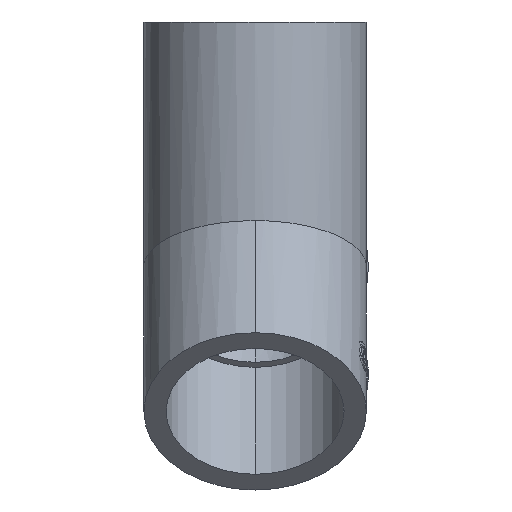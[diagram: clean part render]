
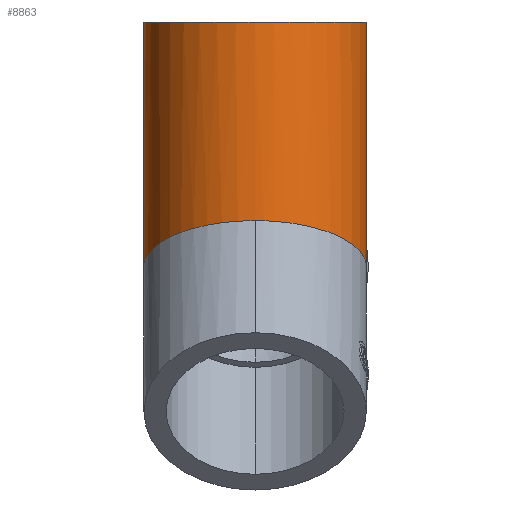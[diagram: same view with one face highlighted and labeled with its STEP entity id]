
A CAD part, front view. The second image highlights one B-rep face of the part: STEP entity #8863.
In plain terms, the highlighted cylindrical face has radius 12.5 mm (diameter 25 mm), a partial arc.
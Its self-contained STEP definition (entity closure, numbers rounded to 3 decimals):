
#110 = EDGE_CURVE ( 'NONE', #5643, #662, #7709, .T. ) ;
#213 = EDGE_LOOP ( 'NONE', ( #10862, #6445, #9125, #810, #8929 ) ) ;
#309 = CARTESIAN_POINT ( 'NONE',  ( 12.5, 0., 0. ) ) ;
#441 = CARTESIAN_POINT ( 'NONE',  ( 12.5, -7.322, 3.033 ) ) ;
#662 = VERTEX_POINT ( 'NONE', #8923 ) ;
#810 = ORIENTED_EDGE ( 'NONE', *, *, #965, .F. ) ;
#965 = EDGE_CURVE ( 'NONE', #5976, #3946, #7823, .T. ) ;
#1321 = CARTESIAN_POINT ( 'NONE',  ( -12.5, 0., 0. ) ) ;
#1324 = CARTESIAN_POINT ( 'NONE',  ( 12.5, 0., 27.5 ) ) ;
#1447 = CARTESIAN_POINT ( 'NONE',  ( 0., -12.5, 5.178 ) ) ;
#1484 = AXIS2_PLACEMENT_3D ( 'NONE', #5002, #9296, #10081 ) ;
#1499 = DIRECTION ( 'NONE',  ( 0., 0., -1. ) ) ;
#1555 = VECTOR ( 'NONE', #4727, 1000. ) ;
#1731 = DIRECTION ( 'NONE',  ( 0., 0., -1. ) ) ;
#2114 = LINE ( 'NONE', #2283, #5404 ) ;
#2283 = CARTESIAN_POINT ( 'NONE',  ( -12.5, 0., 27.5 ) ) ;
#2570 = FACE_OUTER_BOUND ( 'NONE', #213, .T. ) ;
#3946 = VERTEX_POINT ( 'NONE', #4510 ) ;
#4082 = EDGE_CURVE ( 'NONE', #662, #10745, #8969, .T. ) ;
#4441 = AXIS2_PLACEMENT_3D ( 'NONE', #9258, #1731, #6854 ) ;
#4510 = CARTESIAN_POINT ( 'NONE',  ( -12.5, 0., 0. ) ) ;
#4617 = CARTESIAN_POINT ( 'NONE',  ( -12.5, 0., 27.5 ) ) ;
#4727 = DIRECTION ( 'NONE',  ( 0., 0., -1. ) ) ;
#4990 =( BOUNDED_CURVE ( )  B_SPLINE_CURVE ( 3, ( #5564, #441, #8133, #1447 ),
 .UNSPECIFIED., .F., .F. ) 
 B_SPLINE_CURVE_WITH_KNOTS ( ( 4, 4 ),
 ( 1.571, 3.142 ),
 .UNSPECIFIED. ) 
 CURVE ( )  GEOMETRIC_REPRESENTATION_ITEM ( )  RATIONAL_B_SPLINE_CURVE ( ( 1., 0.805, 0.805, 1. ) ) 
 REPRESENTATION_ITEM ( '' )  );
#5002 = CARTESIAN_POINT ( 'NONE',  ( 0., 0., 27.5 ) ) ;
#5404 = VECTOR ( 'NONE', #1499, 1000. ) ;
#5421 = EDGE_CURVE ( 'NONE', #10745, #5976, #4990, .T. ) ;
#5564 = CARTESIAN_POINT ( 'NONE',  ( 12.5, 0., 0. ) ) ;
#5643 = VERTEX_POINT ( 'NONE', #4617 ) ;
#5976 = VERTEX_POINT ( 'NONE', #6621 ) ;
#6445 = ORIENTED_EDGE ( 'NONE', *, *, #110, .F. ) ;
#6621 = CARTESIAN_POINT ( 'NONE',  ( 0., -12.5, 5.178 ) ) ;
#6818 = EDGE_CURVE ( 'NONE', #5643, #3946, #2114, .T. ) ;
#6854 = DIRECTION ( 'NONE',  ( -1., 0., 0. ) ) ;
#7709 = CIRCLE ( 'NONE', #1484, 12.5 ) ;
#7823 =( BOUNDED_CURVE ( )  B_SPLINE_CURVE ( 3, ( #8120, #8010, #8911, #1321 ),
 .UNSPECIFIED., .F., .T. ) 
 B_SPLINE_CURVE_WITH_KNOTS ( ( 4, 4 ),
 ( 3.142, 4.712 ),
 .UNSPECIFIED. ) 
 CURVE ( )  GEOMETRIC_REPRESENTATION_ITEM ( )  RATIONAL_B_SPLINE_CURVE ( ( 1., 0.805, 0.805, 1. ) ) 
 REPRESENTATION_ITEM ( '' )  );
#8010 = CARTESIAN_POINT ( 'NONE',  ( -7.322, -12.5, 5.178 ) ) ;
#8120 = CARTESIAN_POINT ( 'NONE',  ( 0., -12.5, 5.178 ) ) ;
#8133 = CARTESIAN_POINT ( 'NONE',  ( 7.322, -12.5, 5.178 ) ) ;
#8863 = ADVANCED_FACE ( 'NONE', ( #2570 ), #9381, .T. ) ;
#8911 = CARTESIAN_POINT ( 'NONE',  ( -12.5, -7.322, 3.033 ) ) ;
#8923 = CARTESIAN_POINT ( 'NONE',  ( 12.5, 0., 27.5 ) ) ;
#8929 = ORIENTED_EDGE ( 'NONE', *, *, #5421, .F. ) ;
#8969 = LINE ( 'NONE', #1324, #1555 ) ;
#9125 = ORIENTED_EDGE ( 'NONE', *, *, #6818, .T. ) ;
#9258 = CARTESIAN_POINT ( 'NONE',  ( 0., 0., 27.5 ) ) ;
#9296 = DIRECTION ( 'NONE',  ( 0., 0., 1. ) ) ;
#9381 = CYLINDRICAL_SURFACE ( 'NONE', #4441, 12.5 ) ;
#10081 = DIRECTION ( 'NONE',  ( 1., 0., 0. ) ) ;
#10745 = VERTEX_POINT ( 'NONE', #309 ) ;
#10862 = ORIENTED_EDGE ( 'NONE', *, *, #4082, .F. ) ;
